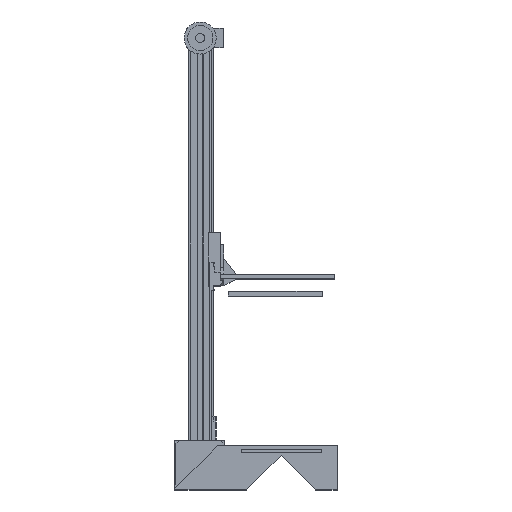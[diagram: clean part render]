
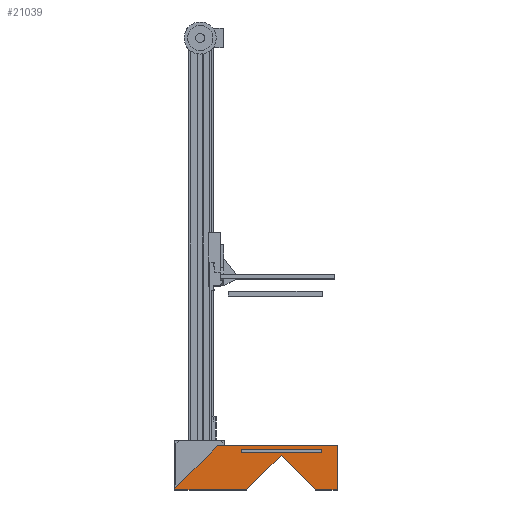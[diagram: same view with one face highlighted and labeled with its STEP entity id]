
A CAD part, top view. The second image highlights one B-rep face of the part: STEP entity #21039.
In plain terms, the highlighted planar face has unit normal (0, 0, 1).
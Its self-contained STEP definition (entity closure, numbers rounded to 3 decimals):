
#165=FACE_BOUND('',#2426,.T.);
#1306=FACE_OUTER_BOUND('',#2425,.T.);
#2425=EDGE_LOOP('',(#17343,#17344,#17345,#17346,#17347,#17348,#17349,#17350));
#2426=EDGE_LOOP('',(#17351,#17352,#17353,#17354));
#4517=LINE('',#32821,#7273);
#4622=LINE('',#33032,#7378);
#4722=LINE('',#33232,#7478);
#4725=LINE('',#33238,#7481);
#4726=LINE('',#33240,#7482);
#4727=LINE('',#33241,#7483);
#4728=LINE('',#33243,#7484);
#4729=LINE('',#33244,#7485);
#4730=LINE('',#33247,#7486);
#4731=LINE('',#33249,#7487);
#4732=LINE('',#33251,#7488);
#4733=LINE('',#33252,#7489);
#7273=VECTOR('',#26374,10.);
#7378=VECTOR('',#26483,10.);
#7478=VECTOR('',#26663,10.);
#7481=VECTOR('',#26668,10.);
#7482=VECTOR('',#26669,10.);
#7483=VECTOR('',#26670,10.);
#7484=VECTOR('',#26671,10.);
#7485=VECTOR('',#26672,10.);
#7486=VECTOR('',#26673,10.);
#7487=VECTOR('',#26674,10.);
#7488=VECTOR('',#26675,10.);
#7489=VECTOR('',#26676,10.);
#9619=VERTEX_POINT('',#32818);
#9620=VERTEX_POINT('',#32820);
#9723=VERTEX_POINT('',#33029);
#9724=VERTEX_POINT('',#33031);
#9784=VERTEX_POINT('',#33231);
#9786=VERTEX_POINT('',#33237);
#9787=VERTEX_POINT('',#33239);
#9788=VERTEX_POINT('',#33242);
#9789=VERTEX_POINT('',#33245);
#9790=VERTEX_POINT('',#33246);
#9791=VERTEX_POINT('',#33248);
#9792=VERTEX_POINT('',#33250);
#12222=EDGE_CURVE('',#9619,#9620,#4517,.T.);
#12327=EDGE_CURVE('',#9723,#9724,#4622,.T.);
#12427=EDGE_CURVE('',#9784,#9723,#4722,.T.);
#12430=EDGE_CURVE('',#9786,#9784,#4725,.T.);
#12431=EDGE_CURVE('',#9787,#9786,#4726,.T.);
#12432=EDGE_CURVE('',#9787,#9620,#4727,.T.);
#12433=EDGE_CURVE('',#9788,#9619,#4728,.T.);
#12434=EDGE_CURVE('',#9724,#9788,#4729,.T.);
#12435=EDGE_CURVE('',#9789,#9790,#4730,.T.);
#12436=EDGE_CURVE('',#9790,#9791,#4731,.T.);
#12437=EDGE_CURVE('',#9791,#9792,#4732,.T.);
#12438=EDGE_CURVE('',#9792,#9789,#4733,.T.);
#17343=ORIENTED_EDGE('',*,*,#12427,.F.);
#17344=ORIENTED_EDGE('',*,*,#12430,.F.);
#17345=ORIENTED_EDGE('',*,*,#12431,.F.);
#17346=ORIENTED_EDGE('',*,*,#12432,.T.);
#17347=ORIENTED_EDGE('',*,*,#12222,.F.);
#17348=ORIENTED_EDGE('',*,*,#12433,.F.);
#17349=ORIENTED_EDGE('',*,*,#12434,.F.);
#17350=ORIENTED_EDGE('',*,*,#12327,.F.);
#17351=ORIENTED_EDGE('',*,*,#12435,.T.);
#17352=ORIENTED_EDGE('',*,*,#12436,.T.);
#17353=ORIENTED_EDGE('',*,*,#12437,.T.);
#17354=ORIENTED_EDGE('',*,*,#12438,.T.);
#19967=PLANE('',#22511);
#21039=ADVANCED_FACE('',(#1306,#165),#19967,.T.);
#22511=AXIS2_PLACEMENT_3D('',#33236,#26666,#26667);
#26374=DIRECTION('',(1.,0.,0.));
#26483=DIRECTION('',(-1.,0.,0.));
#26663=DIRECTION('',(-0.707,-0.707,0.));
#26666=DIRECTION('center_axis',(0.,0.,1.));
#26667=DIRECTION('ref_axis',(-1.,0.,0.));
#26668=DIRECTION('',(-0.707,0.707,0.));
#26669=DIRECTION('',(-1.,0.,0.));
#26670=DIRECTION('',(0.,1.,0.));
#26671=DIRECTION('',(0.707,0.707,0.));
#26672=DIRECTION('',(0.,1.,0.));
#26673=DIRECTION('',(-1.,0.,0.));
#26674=DIRECTION('',(0.,1.,0.));
#26675=DIRECTION('',(1.,0.,0.));
#26676=DIRECTION('',(0.,-1.,0.));
#32818=CARTESIAN_POINT('',(-35.13,37.,81.));
#32820=CARTESIAN_POINT('',(69.7,37.,81.));
#32821=CARTESIAN_POINT('',(-28.3,37.,81.));
#33029=CARTESIAN_POINT('',(-9.3,-1.2,81.));
#33031=CARTESIAN_POINT('',(-72.13,-1.2,81.));
#33032=CARTESIAN_POINT('',(66.7,-1.2,81.));
#33231=CARTESIAN_POINT('',(20.7,28.8,81.));
#33232=CARTESIAN_POINT('',(25.75,33.85,81.));
#33236=CARTESIAN_POINT('Origin',(69.7,30.,81.));
#33237=CARTESIAN_POINT('',(50.7,-1.2,81.));
#33238=CARTESIAN_POINT('',(40.15,9.35,81.));
#33239=CARTESIAN_POINT('',(69.7,-1.2,81.));
#33240=CARTESIAN_POINT('',(69.7,-1.2,81.));
#33241=CARTESIAN_POINT('',(69.7,30.,81.));
#33242=CARTESIAN_POINT('',(-72.13,0.,81.));
#33243=CARTESIAN_POINT('',(-19.923,52.208,81.));
#33244=CARTESIAN_POINT('',(-72.13,0.,81.));
#33245=CARTESIAN_POINT('',(55.7,31.,81.));
#33246=CARTESIAN_POINT('',(-14.3,31.,81.));
#33247=CARTESIAN_POINT('',(62.7,31.,81.));
#33248=CARTESIAN_POINT('',(-14.3,34.,81.));
#33249=CARTESIAN_POINT('',(-14.3,30.5,81.));
#33250=CARTESIAN_POINT('',(55.7,34.,81.));
#33251=CARTESIAN_POINT('',(27.7,34.,81.));
#33252=CARTESIAN_POINT('',(55.7,32.,81.));
